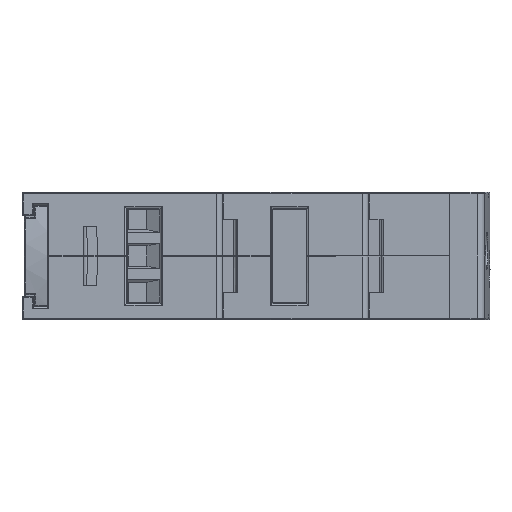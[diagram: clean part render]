
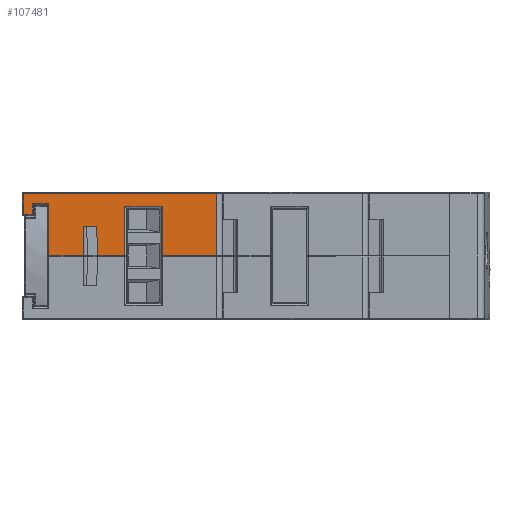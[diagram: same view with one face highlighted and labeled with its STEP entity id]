
A CAD part, front view. The second image highlights one B-rep face of the part: STEP entity #107481.
In plain terms, the highlighted planar face has unit normal (0, -1, 0).
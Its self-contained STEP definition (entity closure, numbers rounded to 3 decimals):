
#922 = DIRECTION ( 'NONE',  ( 1., 0., 0. ) ) ;
#2021 = ORIENTED_EDGE ( 'NONE', *, *, #64553, .T. ) ;
#3553 = CARTESIAN_POINT ( 'NONE',  ( 37.956, -58.236, 8.025 ) ) ;
#3917 = ORIENTED_EDGE ( 'NONE', *, *, #94706, .T. ) ;
#4208 = LINE ( 'NONE', #38086, #63043 ) ;
#4477 = CARTESIAN_POINT ( 'NONE',  ( 37.956, -58.236, 6.008 ) ) ;
#5124 = DIRECTION ( 'NONE',  ( -1., 0., 0. ) ) ;
#7058 = VECTOR ( 'NONE', #39773, 1000. ) ;
#7979 = LINE ( 'NONE', #90879, #30797 ) ;
#9217 = EDGE_CURVE ( 'NONE', #57143, #76709, #21719, .T. ) ;
#11832 = EDGE_CURVE ( 'NONE', #76709, #80319, #7979, .T. ) ;
#11863 = EDGE_LOOP ( 'NONE', ( #2021, #88925, #55978, #71965, #67252, #26905, #42902, #58716, #11923, #110063, #24055, #31231, #74046, #57112, #3917, #46097 ) ) ;
#11923 = ORIENTED_EDGE ( 'NONE', *, *, #57650, .T. ) ;
#14956 = VERTEX_POINT ( 'NONE', #25338 ) ;
#16159 = VECTOR ( 'NONE', #93263, 1000. ) ;
#17276 = CARTESIAN_POINT ( 'NONE',  ( 29.739, -58.236, 6.008 ) ) ;
#17364 = LINE ( 'NONE', #107160, #105501 ) ;
#18873 = DIRECTION ( 'NONE',  ( 1., 0., 0. ) ) ;
#19824 = VERTEX_POINT ( 'NONE', #70717 ) ;
#20218 = CARTESIAN_POINT ( 'NONE',  ( 11.856, -58.236, 8.025 ) ) ;
#21719 = LINE ( 'NONE', #28154, #108392 ) ;
#22319 = CARTESIAN_POINT ( 'NONE',  ( 37.156, -58.236, 7.825 ) ) ;
#22419 = DIRECTION ( 'NONE',  ( 1., 0., 0. ) ) ;
#22884 = LINE ( 'NONE', #59017, #16159 ) ;
#23456 = VERTEX_POINT ( 'NONE', #39435 ) ;
#24055 = ORIENTED_EDGE ( 'NONE', *, *, #47055, .F. ) ;
#24194 = EDGE_CURVE ( 'NONE', #47749, #32556, #17364, .T. ) ;
#25338 = CARTESIAN_POINT ( 'NONE',  ( 24.572, -58.236, 6.008 ) ) ;
#25970 = VECTOR ( 'NONE', #22419, 1000. ) ;
#26119 = VERTEX_POINT ( 'NONE', #57033 ) ;
#26347 = VECTOR ( 'NONE', #57931, 1000. ) ;
#26905 = ORIENTED_EDGE ( 'NONE', *, *, #48288, .T. ) ;
#27583 = CARTESIAN_POINT ( 'NONE',  ( 20.773, -58.236, -0.725 ) ) ;
#28154 = CARTESIAN_POINT ( 'NONE',  ( 37.156, -58.236, 8.025 ) ) ;
#28277 = VERTEX_POINT ( 'NONE', #78021 ) ;
#28771 = DIRECTION ( 'NONE',  ( 0., 0., -1. ) ) ;
#29272 = VERTEX_POINT ( 'NONE', #63215 ) ;
#30797 = VECTOR ( 'NONE', #5124, 1000. ) ;
#31231 = ORIENTED_EDGE ( 'NONE', *, *, #24194, .F. ) ;
#32556 = VERTEX_POINT ( 'NONE', #96448 ) ;
#33661 = DIRECTION ( 'NONE',  ( -0.009, 0., -1. ) ) ;
#35035 = LINE ( 'NONE', #77481, #63111 ) ;
#35634 = DIRECTION ( 'NONE',  ( 0., 0., 1. ) ) ;
#36114 = DIRECTION ( 'NONE',  ( 0., 1., 0. ) ) ;
#37220 = PLANE ( 'NONE',  #72911 ) ;
#37412 = EDGE_CURVE ( 'NONE', #26119, #44583, #35035, .T. ) ;
#38043 = CARTESIAN_POINT ( 'NONE',  ( 14.156, -58.236, 6.475 ) ) ;
#38086 = CARTESIAN_POINT ( 'NONE',  ( 10.656, -58.236, 8.025 ) ) ;
#39435 = CARTESIAN_POINT ( 'NONE',  ( 29.739, -58.236, -0.725 ) ) ;
#39743 = EDGE_CURVE ( 'NONE', #29272, #28277, #22884, .T. ) ;
#39773 = DIRECTION ( 'NONE',  ( 0., 0., -1. ) ) ;
#40707 = CARTESIAN_POINT ( 'NONE',  ( 29.739, -58.236, 8.025 ) ) ;
#41686 = VECTOR ( 'NONE', #33661, 1000. ) ;
#42315 = CARTESIAN_POINT ( 'NONE',  ( 37.956, -58.236, 3.275 ) ) ;
#42902 = ORIENTED_EDGE ( 'NONE', *, *, #37412, .T. ) ;
#43415 = CARTESIAN_POINT ( 'NONE',  ( 18.838, -58.236, -0.725 ) ) ;
#43696 = CARTESIAN_POINT ( 'NONE',  ( 24.572, -58.236, 8.025 ) ) ;
#44507 = LINE ( 'NONE', #86012, #97909 ) ;
#44583 = VERTEX_POINT ( 'NONE', #38043 ) ;
#45823 = DIRECTION ( 'NONE',  ( -1., 0., 0. ) ) ;
#46097 = ORIENTED_EDGE ( 'NONE', *, *, #87849, .T. ) ;
#46472 = EDGE_CURVE ( 'NONE', #59231, #14956, #57094, .T. ) ;
#47055 = EDGE_CURVE ( 'NONE', #32556, #47254, #66890, .T. ) ;
#47254 = VERTEX_POINT ( 'NONE', #63899 ) ;
#47749 = VERTEX_POINT ( 'NONE', #27583 ) ;
#48288 = EDGE_CURVE ( 'NONE', #28277, #26119, #74246, .T. ) ;
#48693 = LINE ( 'NONE', #97755, #25970 ) ;
#49230 = EDGE_CURVE ( 'NONE', #47749, #59231, #104461, .T. ) ;
#49559 = VECTOR ( 'NONE', #93733, 1000. ) ;
#49720 = CARTESIAN_POINT ( 'NONE',  ( 10.656, -58.236, 7.825 ) ) ;
#51160 = CARTESIAN_POINT ( 'NONE',  ( 37.156, -58.236, -0.725 ) ) ;
#55803 = DIRECTION ( 'NONE',  ( -0.009, 0., 1. ) ) ;
#55978 = ORIENTED_EDGE ( 'NONE', *, *, #11832, .T. ) ;
#57033 = CARTESIAN_POINT ( 'NONE',  ( 11.856, -58.236, 6.475 ) ) ;
#57094 = LINE ( 'NONE', #43696, #66327 ) ;
#57112 = ORIENTED_EDGE ( 'NONE', *, *, #46472, .T. ) ;
#57143 = VERTEX_POINT ( 'NONE', #51160 ) ;
#57650 = EDGE_CURVE ( 'NONE', #19824, #68226, #44507, .T. ) ;
#57922 = VECTOR ( 'NONE', #60016, 1000. ) ;
#57931 = DIRECTION ( 'NONE',  ( 0., 0., -1. ) ) ;
#58716 = ORIENTED_EDGE ( 'NONE', *, *, #92654, .T. ) ;
#59017 = CARTESIAN_POINT ( 'NONE',  ( 37.956, -58.236, 4.975 ) ) ;
#59231 = VERTEX_POINT ( 'NONE', #78717 ) ;
#60016 = DIRECTION ( 'NONE',  ( 1., 0., 0. ) ) ;
#60350 = LINE ( 'NONE', #75842, #41686 ) ;
#63043 = VECTOR ( 'NONE', #28771, 1000. ) ;
#63111 = VECTOR ( 'NONE', #922, 1000. ) ;
#63215 = CARTESIAN_POINT ( 'NONE',  ( 10.656, -58.236, 4.975 ) ) ;
#63897 = LINE ( 'NONE', #4477, #70514 ) ;
#63899 = CARTESIAN_POINT ( 'NONE',  ( 18.873, -58.236, 3.275 ) ) ;
#64553 = EDGE_CURVE ( 'NONE', #23456, #57143, #48693, .T. ) ;
#65146 = CARTESIAN_POINT ( 'NONE',  ( 14.156, -58.236, 8.025 ) ) ;
#66327 = VECTOR ( 'NONE', #68674, 1000. ) ;
#66890 = LINE ( 'NONE', #42315, #49559 ) ;
#67252 = ORIENTED_EDGE ( 'NONE', *, *, #39743, .T. ) ;
#68226 = VERTEX_POINT ( 'NONE', #43415 ) ;
#68674 = DIRECTION ( 'NONE',  ( 0., 0., 1. ) ) ;
#70514 = VECTOR ( 'NONE', #98553, 1000. ) ;
#70717 = CARTESIAN_POINT ( 'NONE',  ( 14.156, -58.236, -0.725 ) ) ;
#71589 = VECTOR ( 'NONE', #97321, 1000. ) ;
#71965 = ORIENTED_EDGE ( 'NONE', *, *, #89337, .T. ) ;
#72231 = FACE_OUTER_BOUND ( 'NONE', #11863, .T. ) ;
#72911 = AXIS2_PLACEMENT_3D ( 'NONE', #3553, #36114, #45823 ) ;
#73853 = EDGE_CURVE ( 'NONE', #47254, #68226, #60350, .T. ) ;
#74046 = ORIENTED_EDGE ( 'NONE', *, *, #49230, .T. ) ;
#74246 = LINE ( 'NONE', #20218, #71589 ) ;
#75842 = CARTESIAN_POINT ( 'NONE',  ( 18.916, -58.236, 8.191 ) ) ;
#76709 = VERTEX_POINT ( 'NONE', #22319 ) ;
#77481 = CARTESIAN_POINT ( 'NONE',  ( 37.956, -58.236, 6.475 ) ) ;
#78021 = CARTESIAN_POINT ( 'NONE',  ( 11.856, -58.236, 4.975 ) ) ;
#78717 = CARTESIAN_POINT ( 'NONE',  ( 24.572, -58.236, -0.725 ) ) ;
#80319 = VERTEX_POINT ( 'NONE', #49720 ) ;
#86012 = CARTESIAN_POINT ( 'NONE',  ( 37.956, -58.236, -0.725 ) ) ;
#86317 = LINE ( 'NONE', #40707, #26347 ) ;
#87849 = EDGE_CURVE ( 'NONE', #107754, #23456, #86317, .T. ) ;
#88925 = ORIENTED_EDGE ( 'NONE', *, *, #9217, .T. ) ;
#89337 = EDGE_CURVE ( 'NONE', #80319, #29272, #4208, .T. ) ;
#90879 = CARTESIAN_POINT ( 'NONE',  ( 37.956, -58.236, 7.825 ) ) ;
#92654 = EDGE_CURVE ( 'NONE', #44583, #19824, #97913, .T. ) ;
#93263 = DIRECTION ( 'NONE',  ( 1., 0., 0. ) ) ;
#93733 = DIRECTION ( 'NONE',  ( -1., 0., 0. ) ) ;
#93878 = CARTESIAN_POINT ( 'NONE',  ( 37.956, -58.236, -0.725 ) ) ;
#94706 = EDGE_CURVE ( 'NONE', #14956, #107754, #63897, .T. ) ;
#96448 = CARTESIAN_POINT ( 'NONE',  ( 20.738, -58.236, 3.275 ) ) ;
#97321 = DIRECTION ( 'NONE',  ( 0., 0., 1. ) ) ;
#97755 = CARTESIAN_POINT ( 'NONE',  ( 37.956, -58.236, -0.725 ) ) ;
#97909 = VECTOR ( 'NONE', #18873, 1000. ) ;
#97913 = LINE ( 'NONE', #65146, #7058 ) ;
#98553 = DIRECTION ( 'NONE',  ( 1., 0., 0. ) ) ;
#104461 = LINE ( 'NONE', #93878, #57922 ) ;
#105501 = VECTOR ( 'NONE', #55803, 1000. ) ;
#107160 = CARTESIAN_POINT ( 'NONE',  ( 20.698, -58.236, 7.874 ) ) ;
#107481 = ADVANCED_FACE ( 'NONE', ( #72231 ), #37220, .F. ) ;
#107754 = VERTEX_POINT ( 'NONE', #17276 ) ;
#108392 = VECTOR ( 'NONE', #35634, 1000. ) ;
#110063 = ORIENTED_EDGE ( 'NONE', *, *, #73853, .F. ) ;
